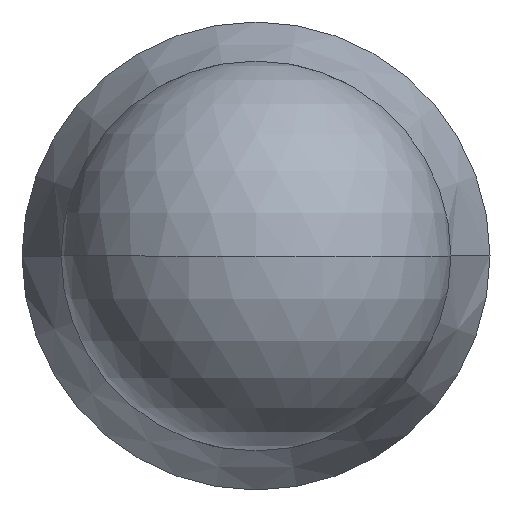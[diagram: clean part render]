
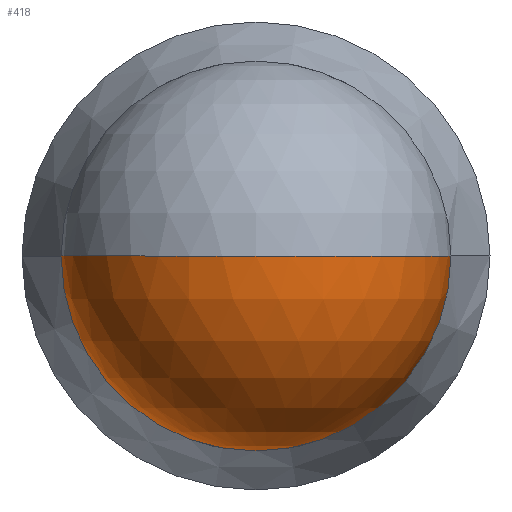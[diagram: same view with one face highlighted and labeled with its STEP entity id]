
A CAD part, front view. The second image highlights one B-rep face of the part: STEP entity #418.
In plain terms, the highlighted spherical face has radius 1.984 mm.
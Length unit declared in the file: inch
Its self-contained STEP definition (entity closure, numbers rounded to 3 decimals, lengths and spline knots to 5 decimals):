
#4 = SPHERICAL_SURFACE ( 'NONE', #351, 0.0781 ) ;
#12 = CIRCLE ( 'NONE', #375, 0.0781 ) ;
#20 = DIRECTION ( 'NONE',  ( 0., -1., 0. ) ) ;
#24 = AXIS2_PLACEMENT_3D ( 'NONE', #207, #31, #37 ) ;
#31 = DIRECTION ( 'NONE',  ( 0., -1., 0. ) ) ;
#37 = DIRECTION ( 'NONE',  ( 0., 0., -1. ) ) ;
#38 = EDGE_CURVE ( 'NONE', #320, #217, #254, .T. ) ;
#45 = EDGE_CURVE ( 'NONE', #315, #323, #114, .T. ) ;
#50 = EDGE_LOOP ( 'NONE', ( #221, #275, #187, #152 ) ) ;
#62 = DIRECTION ( 'NONE',  ( -1., 0., 0. ) ) ;
#68 = DIRECTION ( 'NONE',  ( 0., 0., -1. ) ) ;
#75 = AXIS2_PLACEMENT_3D ( 'NONE', #126, #286, #297 ) ;
#77 = EDGE_CURVE ( 'NONE', #217, #323, #12, .T. ) ;
#98 = FACE_OUTER_BOUND ( 'NONE', #50, .T. ) ;
#114 = CIRCLE ( 'NONE', #75, 0.0781 ) ;
#126 = CARTESIAN_POINT ( 'NONE',  ( 0., 0.0781, 0. ) ) ;
#152 = ORIENTED_EDGE ( 'NONE', *, *, #77, .T. ) ;
#161 = CARTESIAN_POINT ( 'NONE',  ( 0., 0.0781, -0.0781 ) ) ;
#164 = EDGE_CURVE ( 'NONE', #315, #320, #211, .T. ) ;
#172 = CARTESIAN_POINT ( 'NONE',  ( 0.0781, 0.0781, 0. ) ) ;
#187 = ORIENTED_EDGE ( 'NONE', *, *, #38, .T. ) ;
#207 = CARTESIAN_POINT ( 'NONE',  ( 0., 0.0781, 0. ) ) ;
#211 = CIRCLE ( 'NONE', #314, 0.0781 ) ;
#217 = VERTEX_POINT ( 'NONE', #172 ) ;
#221 = ORIENTED_EDGE ( 'NONE', *, *, #45, .F. ) ;
#235 = CARTESIAN_POINT ( 'NONE',  ( 0., 0.0781, 0. ) ) ;
#249 = CARTESIAN_POINT ( 'NONE',  ( -0.0781, 0.0781, 0. ) ) ;
#254 = CIRCLE ( 'NONE', #24, 0.0781 ) ;
#261 = CARTESIAN_POINT ( 'NONE',  ( 0., 0., 0. ) ) ;
#274 = CARTESIAN_POINT ( 'NONE',  ( 0., 0.0781, 0. ) ) ;
#275 = ORIENTED_EDGE ( 'NONE', *, *, #164, .T. ) ;
#286 = DIRECTION ( 'NONE',  ( 0., 0., 1. ) ) ;
#295 = DIRECTION ( 'NONE',  ( 0., 0., 1. ) ) ;
#297 = DIRECTION ( 'NONE',  ( 1., 0., 0. ) ) ;
#314 = AXIS2_PLACEMENT_3D ( 'NONE', #274, #20, #406 ) ;
#315 = VERTEX_POINT ( 'NONE', #249 ) ;
#320 = VERTEX_POINT ( 'NONE', #161 ) ;
#323 = VERTEX_POINT ( 'NONE', #261 ) ;
#325 = CARTESIAN_POINT ( 'NONE',  ( 0., 0.0781, 0. ) ) ;
#351 = AXIS2_PLACEMENT_3D ( 'NONE', #235, #295, #370 ) ;
#370 = DIRECTION ( 'NONE',  ( 1., 0., 0. ) ) ;
#375 = AXIS2_PLACEMENT_3D ( 'NONE', #325, #68, #62 ) ;
#406 = DIRECTION ( 'NONE',  ( 0., 0., -1. ) ) ;
#418 = ADVANCED_FACE ( 'NONE', ( #98 ), #4, .T. ) ;
